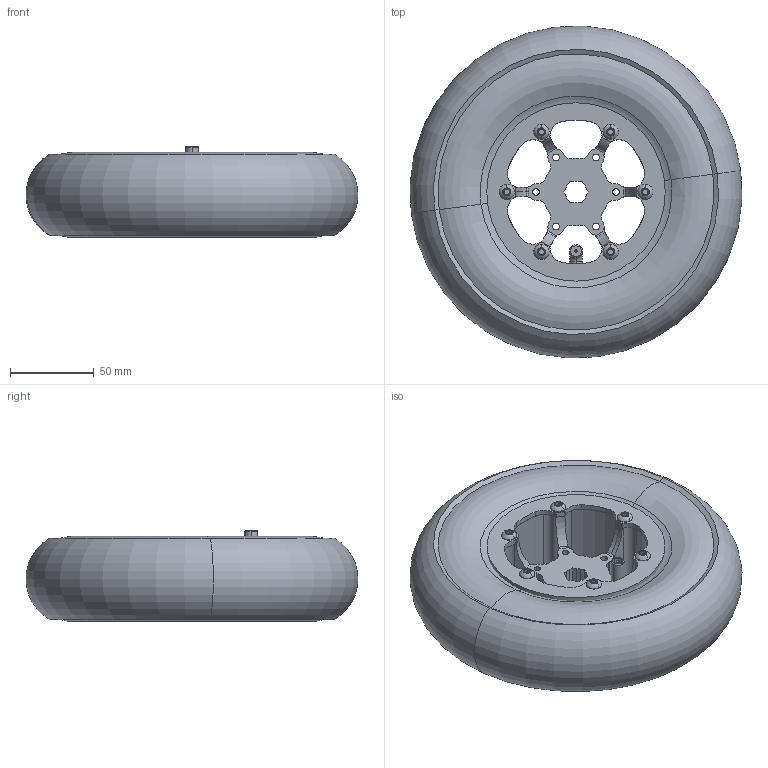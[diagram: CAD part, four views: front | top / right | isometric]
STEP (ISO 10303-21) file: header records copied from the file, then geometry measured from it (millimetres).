
FILE_DESCRIPTION (( 'STEP AP214' ), '1' );
FILE_NAME ('am-3935 Aluminum 8IN Pneumatic 500IN Hex Bore Wheel.STEP', '2018-12-04T20:02:53', ( '' ), ( '' ), 'SwSTEP 2.0', 'SolidWorks 2018', '' );
FILE_SCHEMA (( 'AUTOMOTIVE_DESIGN' ));
Length unit declared in the file: millimetre
Products named in the file (6): Tire; am-3935 Aluminum 8IN Pneumatic 500IN Hex Bore Wheel; Aluminum 8IN Pneumatic Wheel Rim; BHCS 10-32 x 0.500_91255A265; Valve; Aluminum 8IN Pneumatic Wheel 500IN Hex BoreCore
Assembly tree (17 placements, depth 2):
  am-3935 Aluminum 8IN Pneumatic 500IN Hex Bore Wheel
    Aluminum 8IN Pneumatic Wheel 500IN Hex BoreCore
    Aluminum 8IN Pneumatic Wheel Rim  x2
    Valve
    Tire
    BHCS 10-32 x 0.500_91255A265  x12
Bounding box: 197.91 x 197.91 x 54.18 mm (x, y, z)
Volume: 483432.9 mm3; surface area: 189773.5 mm2
Topology: 17 solids, 17 shells, 1061 faces, 2808 edges, 1791 vertices
Faces by surface type: cylinder 624, plane 182, cone 152, torus 41, bspline 38, sphere 24
Entity records: 15741 total; most frequent: CARTESIAN_POINT 5645, DIRECTION 2086, ORIENTED_EDGE 1956, EDGE_CURVE 978, AXIS2_PLACEMENT_3D 849, VERTEX_POINT 631, CIRCLE 465, EDGE_LOOP 425
